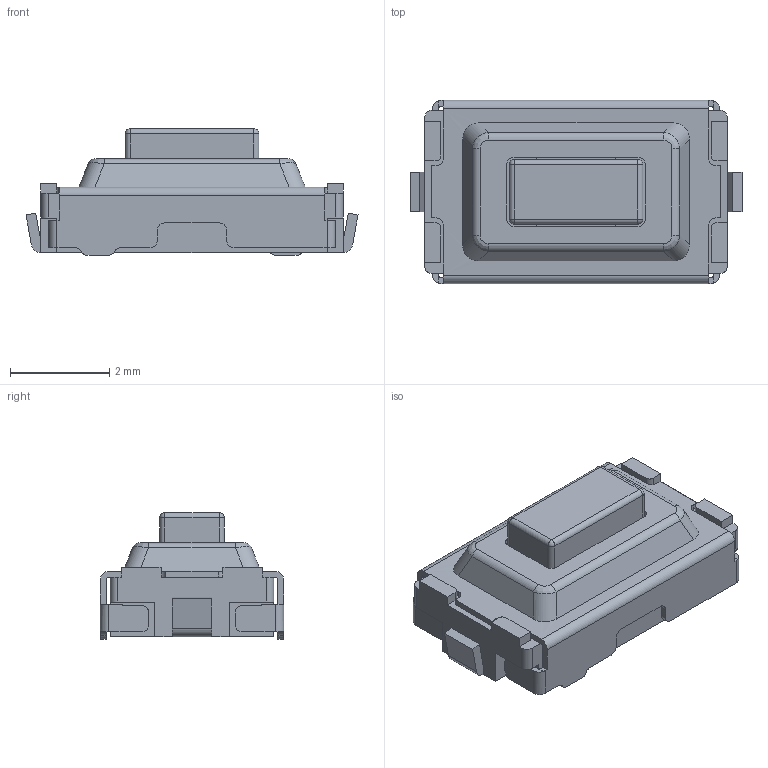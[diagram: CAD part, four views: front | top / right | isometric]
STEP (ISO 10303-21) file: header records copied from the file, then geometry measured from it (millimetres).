
FILE_DESCRIPTION( ( 'STEP AP214' ), '1' );
FILE_NAME( 'PTS636SMG25JSMTRLFS.stp', '2021-06-17T19:37:41', ( 'License CC BY-ND 4.0' ), ( 'CADENAS' ), ' ', 'PARTsolutions', ' ' );
FILE_SCHEMA( ( 'AUTOMOTIVE_DESIGN { 1 0 10303 214 1 1 1 1 }' ) );
Length unit declared in the file: millimetre
Products named in the file (8): PTS636SMG25JSMTRLFS; MSBR-3_2_1; MSBR-7_1_1; MSBR-6_1_1; MSBR-4_1_1; MSBR-2_2_1; MSBR-1_2_1; MSBR-5-JIEDI_1
Assembly tree (7 placements, depth 2):
  PTS636SMG25JSMTRLFS
    MSBR-3_2_1
    MSBR-7_1_1
    MSBR-6_1_1
    MSBR-4_1_1
    MSBR-2_2_1
    MSBR-1_2_1
    MSBR-5-JIEDI_1
Bounding box: 6.7 x 3.7 x 2.55 mm (x, y, z)
Volume: 11.7 mm3; surface area: 262.7 mm2
Topology: 6 solids, 230 shells, 590 faces, 2335 edges, 1982 vertices
Faces by surface type: plane 351, cylinder 199, bspline 28, extrusion 4, sphere 4, torus 4
Entity records: 26211 total; most frequent: CARTESIAN_POINT 7804, DIRECTION 3402, ORIENTED_EDGE 3360, EDGE_CURVE 2331, VERTEX_POINT 1982, VECTOR 1550, LINE 1546, AXIS2_PLACEMENT_3D 926
